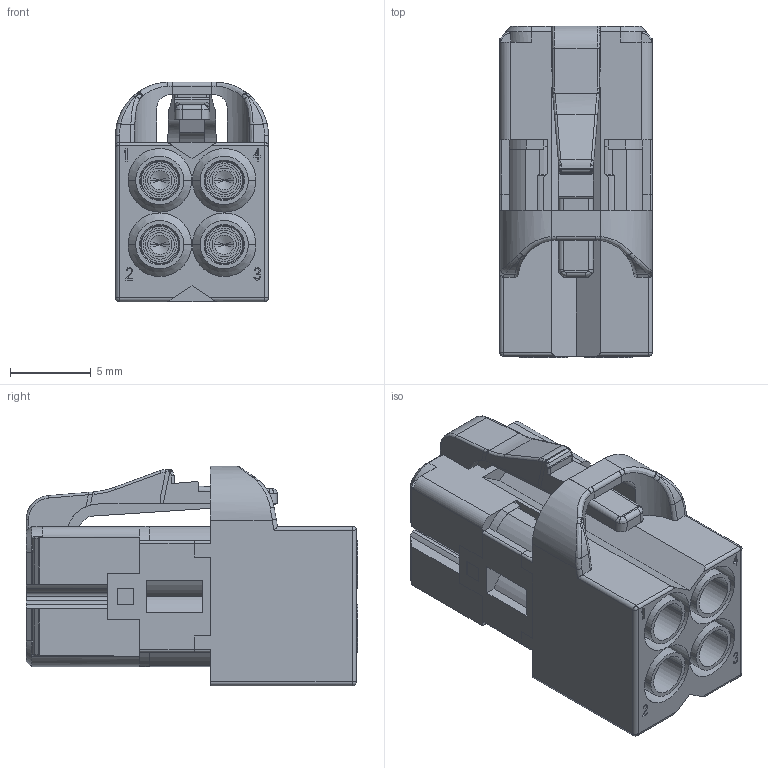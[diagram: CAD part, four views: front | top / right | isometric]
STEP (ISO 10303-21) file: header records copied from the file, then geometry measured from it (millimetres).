
FILE_DESCRIPTION((''),'2;1');
FILE_NAME('4FAKRA-JACK_ASM','2023-10-16T14:11:15',('Administrator'),(''),'CREO PARAMETRIC BY PTC INC, 2018050','CREO PARAMETRIC BY PTC INC, 2018050','');
FILE_SCHEMA(('AUTOMOTIVE_DESIGN { 1 0 10303 214 1 1 1 1 }'));
Length unit declared in the file: millimetre
Products named in the file (6): 4FAKRA; FAKRA0_1_2_; 0SMBJ-FZ_1_1_; BT-SHELL; BT_ASM; 4FAKRA-JACK_ASM
Assembly tree (9 placements, depth 3):
  4FAKRA-JACK_ASM
    4FAKRA
    FAKRA0_1_2_  x2
    BT_ASM  x4
      0SMBJ-FZ_1_1_
      BT-SHELL
Bounding box: 9.5 x 20.6 x 13.65 mm (x, y, z)
Volume: 1254.5 mm3; surface area: 4616.3 mm2
Topology: 11 solids, 12 shells, 1166 faces, 3115 edges, 1968 vertices
Faces by surface type: plane 604, cylinder 397, cone 92, torus 38, bspline 28, sphere 7
Entity records: 33119 total; most frequent: CARTESIAN_POINT 6966, ORIENTED_EDGE 4226, DIRECTION 3995, EDGE_CURVE 2113, PRESENTATION_STYLE_ASSIGNMENT 1909, STYLED_ITEM 1909, CURVE_STYLE 1891, VERTEX_POINT 1344
